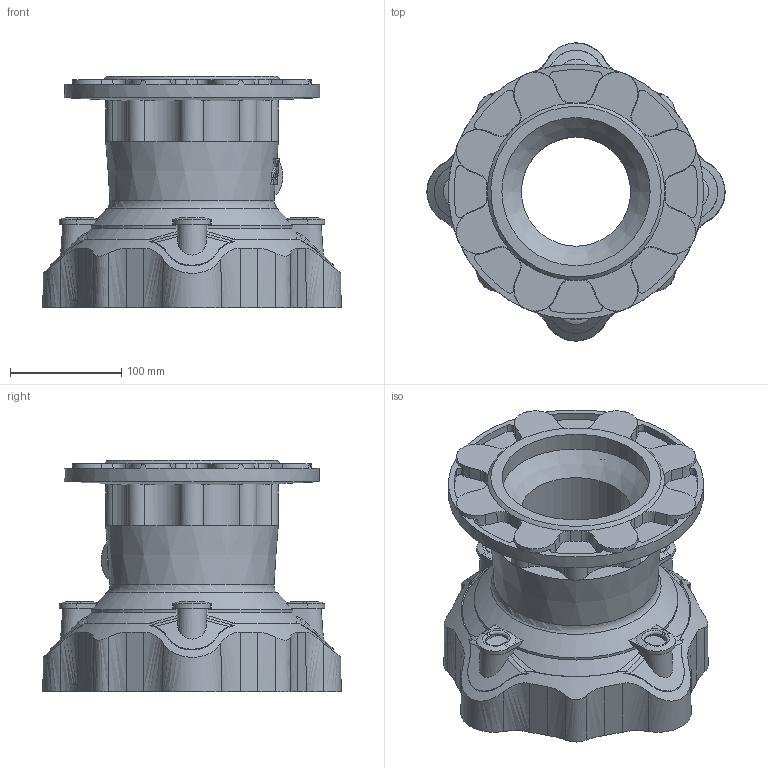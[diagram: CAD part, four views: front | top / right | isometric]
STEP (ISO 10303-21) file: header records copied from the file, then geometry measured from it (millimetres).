
FILE_DESCRIPTION (( 'STEP AP203' ), '1' );
FILE_NAME ('O_633_00_DN100_AA0_step.step', '2016-05-17T08:11:27', ( 'Windows User' ), ( 'AVK' ), 'SwSTEP 2.0', 'SolidWorks 2012', '' );
FILE_SCHEMA (( 'CONFIG_CONTROL_DESIGN' ));
Length unit declared in the file: millimetre
Products named in the file (1): O_633_00_DN100_AA0_step
Bounding box: 267.62 x 267.62 x 207.31 mm (x, y, z)
Volume: 3640679.2 mm3; surface area: 315485 mm2
Topology: 1 solids, 1 shells, 363 faces, 1012 edges, 651 vertices
Faces by surface type: plane 115, bspline 99, cylinder 76, cone 62, torus 11
Full cylindrical faces by diameter (mm): 98 x1, 133 x2, 229 x1
Entity records: 20126 total; most frequent: CARTESIAN_POINT 11888, ORIENTED_EDGE 1958, DIRECTION 1431, EDGE_CURVE 979, VERTEX_POINT 639, AXIS2_PLACEMENT_3D 599, EDGE_LOOP 388, FACE_OUTER_BOUND 374
